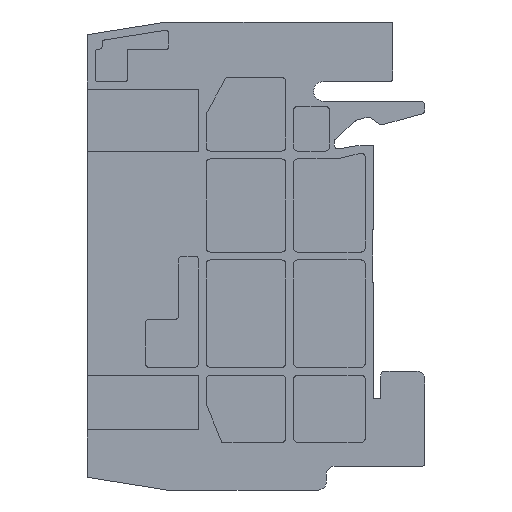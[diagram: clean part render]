
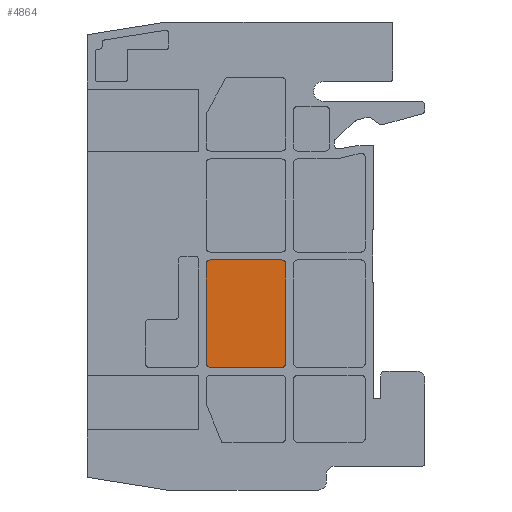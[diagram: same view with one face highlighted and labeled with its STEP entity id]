
A CAD part, left-side view. The second image highlights one B-rep face of the part: STEP entity #4864.
In plain terms, the highlighted planar face has unit normal (-1, 0, 0).
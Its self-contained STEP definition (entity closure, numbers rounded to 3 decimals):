
#196=PLANE('',#5205);
#394=FACE_OUTER_BOUND('',#661,.T.);
#661=EDGE_LOOP('',(#3653,#3654,#3655,#3656,#3657,#3658,#3659,#3660));
#1024=LINE('',#7169,#1549);
#1028=LINE('',#7181,#1553);
#1032=LINE('',#7193,#1557);
#1035=LINE('',#7202,#1560);
#1549=VECTOR('',#5890,12.54);
#1553=VECTOR('',#5902,9.);
#1557=VECTOR('',#5914,12.54);
#1560=VECTOR('',#5925,9.);
#1970=CIRCLE('',#5191,0.5);
#1972=CIRCLE('',#5195,0.5);
#1974=CIRCLE('',#5199,0.5);
#1976=CIRCLE('',#5203,0.5);
#2191=VERTEX_POINT('',#7159);
#2192=VERTEX_POINT('',#7161);
#2194=VERTEX_POINT('',#7167);
#2196=VERTEX_POINT('',#7173);
#2198=VERTEX_POINT('',#7179);
#2200=VERTEX_POINT('',#7185);
#2202=VERTEX_POINT('',#7191);
#2204=VERTEX_POINT('',#7197);
#2748=EDGE_CURVE('',#2191,#2192,#1970,.T.);
#2752=EDGE_CURVE('',#2194,#2191,#1024,.T.);
#2755=EDGE_CURVE('',#2196,#2194,#1972,.T.);
#2758=EDGE_CURVE('',#2198,#2196,#1028,.T.);
#2761=EDGE_CURVE('',#2200,#2198,#1974,.T.);
#2764=EDGE_CURVE('',#2202,#2200,#1032,.T.);
#2767=EDGE_CURVE('',#2204,#2202,#1976,.T.);
#2769=EDGE_CURVE('',#2192,#2204,#1035,.T.);
#3653=ORIENTED_EDGE('',*,*,#2769,.F.);
#3654=ORIENTED_EDGE('',*,*,#2748,.F.);
#3655=ORIENTED_EDGE('',*,*,#2752,.F.);
#3656=ORIENTED_EDGE('',*,*,#2755,.F.);
#3657=ORIENTED_EDGE('',*,*,#2758,.F.);
#3658=ORIENTED_EDGE('',*,*,#2761,.F.);
#3659=ORIENTED_EDGE('',*,*,#2764,.F.);
#3660=ORIENTED_EDGE('',*,*,#2767,.F.);
#4864=ADVANCED_FACE('',(#394),#196,.F.);
#5191=AXIS2_PLACEMENT_3D('',#7162,#5883,#5884);
#5195=AXIS2_PLACEMENT_3D('',#7175,#5896,#5897);
#5199=AXIS2_PLACEMENT_3D('',#7187,#5908,#5909);
#5203=AXIS2_PLACEMENT_3D('',#7199,#5920,#5921);
#5205=AXIS2_PLACEMENT_3D('',#7203,#5926,#5927);
#5883=DIRECTION('center_axis',(1.,0.,0.));
#5884=DIRECTION('ref_axis',(0.,0.,-1.));
#5890=DIRECTION('',(0.,0.,-1.));
#5896=DIRECTION('center_axis',(1.,0.,0.));
#5897=DIRECTION('ref_axis',(0.,-1.,0.));
#5902=DIRECTION('',(0.,-1.,0.));
#5908=DIRECTION('center_axis',(1.,0.,0.));
#5909=DIRECTION('ref_axis',(0.,0.,1.));
#5914=DIRECTION('',(0.,0.,1.));
#5920=DIRECTION('center_axis',(1.,0.,0.));
#5921=DIRECTION('ref_axis',(0.,1.,0.));
#5925=DIRECTION('',(0.,1.,0.));
#5926=DIRECTION('center_axis',(1.,0.,0.));
#5927=DIRECTION('ref_axis',(0.,0.,-1.));
#7159=CARTESIAN_POINT('',(0.6,-3.75,-13.54));
#7161=CARTESIAN_POINT('',(0.6,-3.25,-14.04));
#7162=CARTESIAN_POINT('Origin',(0.6,-3.25,-13.54));
#7167=CARTESIAN_POINT('',(0.6,-3.75,-1.));
#7169=CARTESIAN_POINT('',(0.6,-3.75,-13.54));
#7173=CARTESIAN_POINT('',(0.6,-3.25,-0.5));
#7175=CARTESIAN_POINT('Origin',(0.6,-3.25,-1.));
#7179=CARTESIAN_POINT('',(0.6,5.75,-0.5));
#7181=CARTESIAN_POINT('',(0.6,-3.25,-0.5));
#7185=CARTESIAN_POINT('',(0.6,6.25,-1.));
#7187=CARTESIAN_POINT('Origin',(0.6,5.75,-1.));
#7191=CARTESIAN_POINT('',(0.6,6.25,-13.54));
#7193=CARTESIAN_POINT('',(0.6,6.25,-1.));
#7197=CARTESIAN_POINT('',(0.6,5.75,-14.04));
#7199=CARTESIAN_POINT('Origin',(0.6,5.75,-13.54));
#7202=CARTESIAN_POINT('',(0.6,5.75,-14.04));
#7203=CARTESIAN_POINT('Origin',(0.6,1.25,-7.27));
